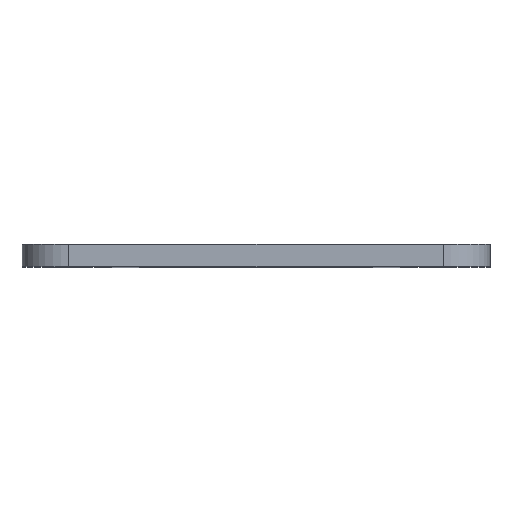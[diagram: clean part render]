
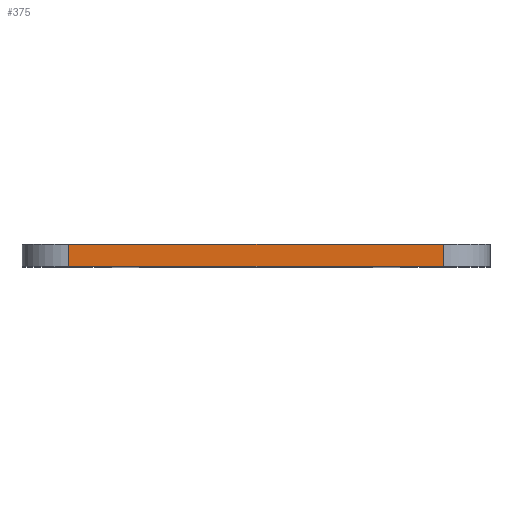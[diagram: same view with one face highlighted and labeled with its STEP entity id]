
A CAD part, top view. The second image highlights one B-rep face of the part: STEP entity #375.
In plain terms, the highlighted planar face has unit normal (0, 0, 1).
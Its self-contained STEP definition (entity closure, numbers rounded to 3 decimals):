
#314 = VERTEX_POINT('',#315);
#315 = CARTESIAN_POINT('',(101.55,-207.47,198.4));
#322 = EDGE_CURVE('',#314,#323,#325,.T.);
#323 = VERTEX_POINT('',#324);
#324 = CARTESIAN_POINT('',(101.55,-204.47,198.4));
#325 = LINE('',#326,#327);
#326 = CARTESIAN_POINT('',(101.55,-207.47,198.4));
#327 = VECTOR('',#328,1.);
#328 = DIRECTION('',(0.,1.,0.));
#347 = VERTEX_POINT('',#348);
#348 = CARTESIAN_POINT('',(151.95,-207.47,198.4));
#355 = EDGE_CURVE('',#347,#356,#358,.T.);
#356 = VERTEX_POINT('',#357);
#357 = CARTESIAN_POINT('',(151.95,-204.47,198.4));
#358 = LINE('',#359,#360);
#359 = CARTESIAN_POINT('',(151.95,-207.47,198.4));
#360 = VECTOR('',#361,1.);
#361 = DIRECTION('',(0.,1.,0.));
#375 = ADVANCED_FACE('',(#376),#392,.T.);
#376 = FACE_BOUND('',#377,.T.);
#377 = EDGE_LOOP('',(#378,#384,#385,#391));
#378 = ORIENTED_EDGE('',*,*,#379,.F.);
#379 = EDGE_CURVE('',#323,#356,#380,.T.);
#380 = LINE('',#381,#382);
#381 = CARTESIAN_POINT('',(95.25,-204.47,198.4));
#382 = VECTOR('',#383,1.);
#383 = DIRECTION('',(1.,0.,0.));
#384 = ORIENTED_EDGE('',*,*,#322,.F.);
#385 = ORIENTED_EDGE('',*,*,#386,.T.);
#386 = EDGE_CURVE('',#314,#347,#387,.T.);
#387 = LINE('',#388,#389);
#388 = CARTESIAN_POINT('',(95.25,-207.47,198.4));
#389 = VECTOR('',#390,1.);
#390 = DIRECTION('',(1.,0.,0.));
#391 = ORIENTED_EDGE('',*,*,#355,.T.);
#392 = PLANE('',#393);
#393 = AXIS2_PLACEMENT_3D('',#394,#395,#396);
#394 = CARTESIAN_POINT('',(95.25,-207.47,198.4));
#395 = DIRECTION('',(0.,0.,1.));
#396 = DIRECTION('',(1.,0.,0.));
